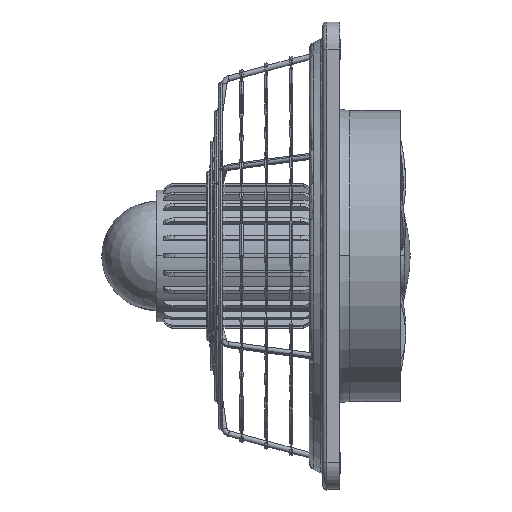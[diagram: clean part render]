
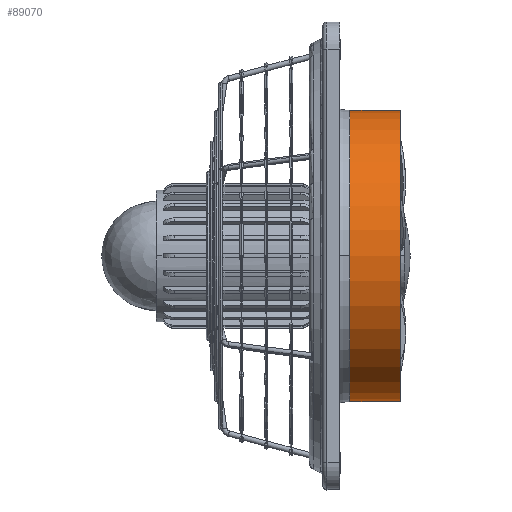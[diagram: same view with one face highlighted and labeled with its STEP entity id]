
A CAD part, top view. The second image highlights one B-rep face of the part: STEP entity #89070.
In plain terms, the highlighted cylindrical face has radius 107.5 mm (diameter 215 mm), a partial arc.
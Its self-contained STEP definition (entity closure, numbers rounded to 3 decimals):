
#26880=CARTESIAN_POINT('',(76.933,-85.774,107.5));
#26890=VERTEX_POINT('',#26880);
#26920=CARTESIAN_POINT('',(76.933,-85.774,0.));
#26930=DIRECTION('',(1.,-0.,0.));
#26940=DIRECTION('',(0.,0.,1.));
#26950=AXIS2_PLACEMENT_3D('',#26920,#26930,#26940);
#26960=CIRCLE('',#26950,107.5);
#26970=CARTESIAN_POINT('',(76.933,-193.274,0.));
#26980=VERTEX_POINT('',#26970);
#26990=EDGE_CURVE('',#26890,#26980,#26960,.T.);
#88720=CARTESIAN_POINT('',(95.433,-85.774,0.));
#88730=DIRECTION('',(1.,0.,0.));
#88740=DIRECTION('',(0.,-1.,0.));
#88750=AXIS2_PLACEMENT_3D('',#88720,#88730,#88740);
#88760=CYLINDRICAL_SURFACE('',#88750,107.5);
#88770=CARTESIAN_POINT('',(76.933,21.726,
0.));
#88780=VERTEX_POINT('',#88770);
#88790=EDGE_CURVE('',#88780,#26890,#26960,.T.);
#88800=ORIENTED_EDGE('',*,*,#88790,.T.);
#88810=CARTESIAN_POINT('',(95.433,21.726,
0.));
#88820=DIRECTION('',(1.,0.,0.));
#88830=VECTOR('',#88820,1.);
#88840=LINE('',#88810,#88830);
#88850=CARTESIAN_POINT('',(113.933,21.726,
0.));
#88860=VERTEX_POINT('',#88850);
#88870=EDGE_CURVE('',#88780,#88860,#88840,.T.);
#88880=ORIENTED_EDGE('',*,*,#88870,.F.);
#88890=CARTESIAN_POINT('',(113.933,-85.774,0.));
#88900=DIRECTION('',(-1.,-0.,-0.));
#88910=DIRECTION('',(0.,-1.,0.));
#88920=AXIS2_PLACEMENT_3D('',#88890,#88900,#88910);
#88930=CIRCLE('',#88920,107.5);
#88940=CARTESIAN_POINT('',(113.933,-193.274,0.));
#88950=VERTEX_POINT('',#88940);
#88960=EDGE_CURVE('',#88950,#88860,#88930,.T.);
#88970=ORIENTED_EDGE('',*,*,#88960,.T.);
#88980=CARTESIAN_POINT('',(95.433,-193.274,0.));
#88990=DIRECTION('',(1.,0.,0.));
#89000=VECTOR('',#88990,1.);
#89010=LINE('',#88980,#89000);
#89020=EDGE_CURVE('',#26980,#88950,#89010,.T.);
#89030=ORIENTED_EDGE('',*,*,#89020,.T.);
#89040=ORIENTED_EDGE('',*,*,#26990,.T.);
#89050=EDGE_LOOP('',(#89040,#89030,#88970,#88880,#88800));
#89060=FACE_OUTER_BOUND('',#89050,.T.);
#89070=ADVANCED_FACE('',(#89060),#88760,.T.);
